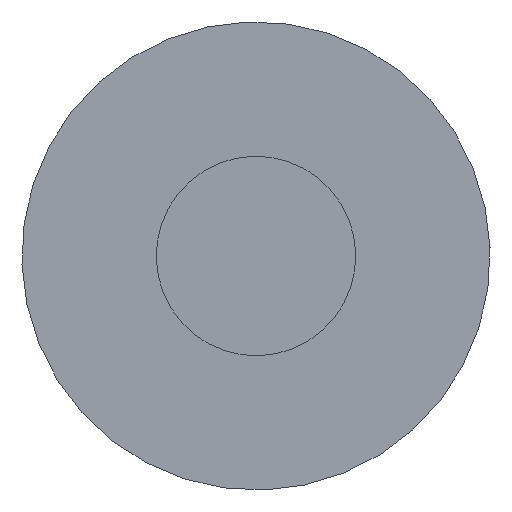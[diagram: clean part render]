
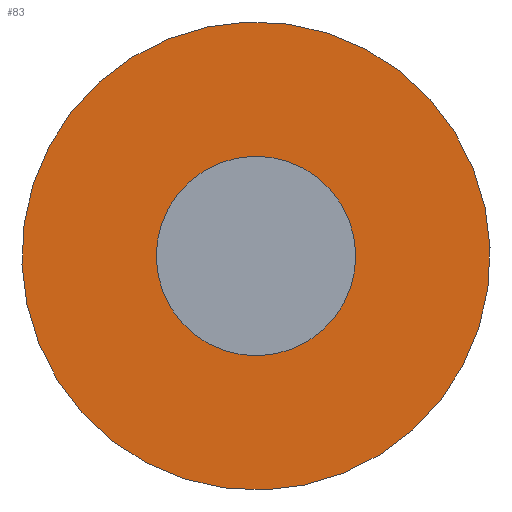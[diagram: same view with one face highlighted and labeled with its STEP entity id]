
A CAD part, left-side view. The second image highlights one B-rep face of the part: STEP entity #83.
In plain terms, the highlighted planar face has unit normal (-1, 0, 0).
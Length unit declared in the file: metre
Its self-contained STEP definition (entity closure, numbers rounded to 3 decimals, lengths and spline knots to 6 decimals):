
#21=PLANE('',#106);
#28=ORIENTED_EDGE('',*,*,#39,.F.);
#29=ORIENTED_EDGE('',*,*,#37,.T.);
#37=EDGE_CURVE('',#43,#43,#49,.T.);
#39=EDGE_CURVE('',#45,#45,#51,.T.);
#43=VERTEX_POINT('',#147);
#45=VERTEX_POINT('',#153);
#49=CIRCLE('',#103,0.003175);
#51=CIRCLE('',#107,0.001353);
#58=EDGE_LOOP('',(#28));
#59=EDGE_LOOP('',(#29));
#70=FACE_BOUND('',#58,.T.);
#71=FACE_BOUND('',#59,.T.);
#83=ADVANCED_FACE('',(#70,#71),#21,.T.);
#103=AXIS2_PLACEMENT_3D('',#146,#120,#121);
#106=AXIS2_PLACEMENT_3D('',#151,#126,#127);
#107=AXIS2_PLACEMENT_3D('',#152,#128,#129);
#120=DIRECTION('',(-1.,0.,0.));
#121=DIRECTION('',(0.,0.208,0.978));
#126=DIRECTION('',(-1.,0.,0.));
#127=DIRECTION('',(0.,0.978,-0.208));
#128=DIRECTION('',(-1.,0.,0.));
#129=DIRECTION('',(0.,0.208,0.978));
#146=CARTESIAN_POINT('',(-0.031317,0.636405,0.053481));
#147=CARTESIAN_POINT('',(-0.031317,0.637065,0.056586));
#151=CARTESIAN_POINT('',(-0.031317,0.552391,0.010185));
#152=CARTESIAN_POINT('',(-0.031317,0.636405,0.053481));
#153=CARTESIAN_POINT('',(-0.031317,0.636686,0.054804));
